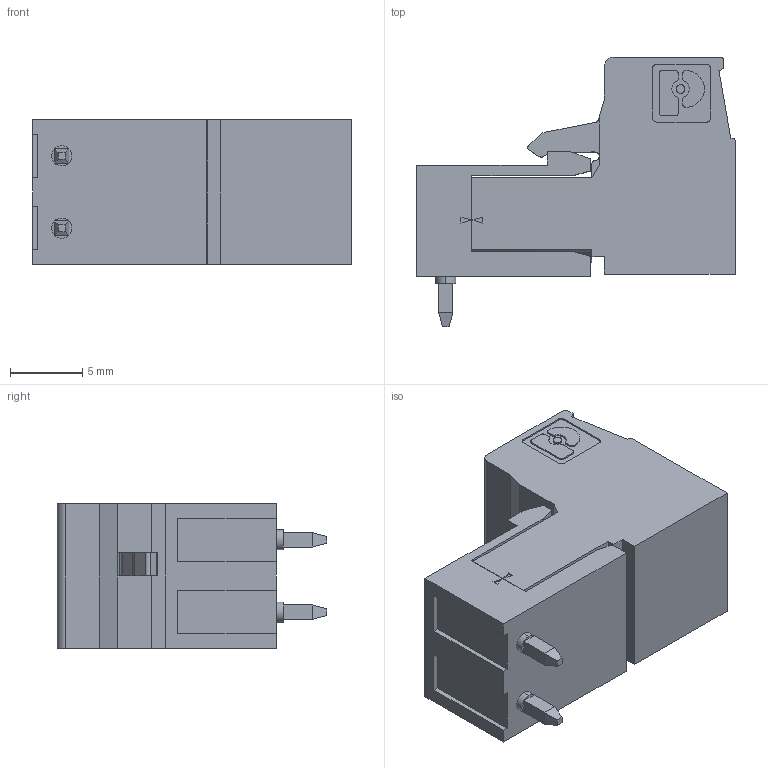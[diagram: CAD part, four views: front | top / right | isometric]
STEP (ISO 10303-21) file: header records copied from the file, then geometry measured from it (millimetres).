
FILE_DESCRIPTION (( 'STEP AP203' ), '1' );
FILE_NAME ('MSTB 2,5_2_ST_1754449 + MSTB 2,5_ 2_G_1754436 (Phoenix Contact).STEP', '2015-03-27T09:34:08', ( '' ), ( '' ), 'SwSTEP 2.0', 'SolidWorks 2013', '' );
FILE_SCHEMA (( 'CONFIG_CONTROL_DESIGN' ));
Length unit declared in the file: millimetre
Products named in the file (1): MSTB 2,5_2_ST_1754449 + MSTB 2,5_ 2_G_1754436 (Phoenix Contact)
Bounding box: 22 x 18.64 x 10 mm (x, y, z)
Volume: 2165.4 mm3; surface area: 2050.8 mm2
Topology: 2 solids, 2 shells, 310 faces, 770 edges, 492 vertices
Faces by surface type: plane 229, cylinder 79, cone 2
Entity records: 9171 total; most frequent: CARTESIAN_POINT 1583, DIRECTION 1566, ORIENTED_EDGE 1536, EDGE_CURVE 768, LINE 584, VECTOR 584, VERTEX_POINT 492, AXIS2_PLACEMENT_3D 491
